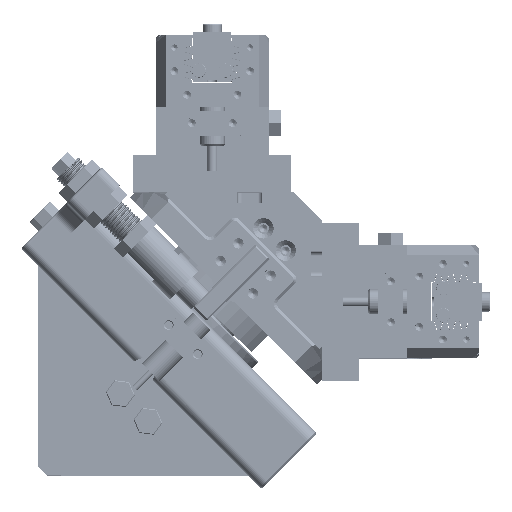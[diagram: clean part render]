
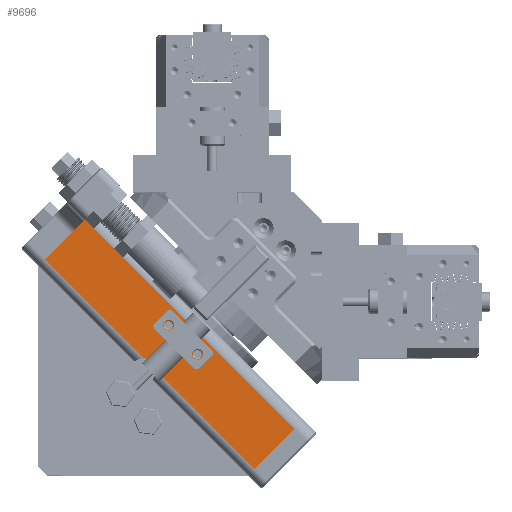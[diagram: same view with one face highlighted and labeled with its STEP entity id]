
A CAD part, top view. The second image highlights one B-rep face of the part: STEP entity #9696.
In plain terms, the highlighted planar face has unit normal (0, 0, 1).
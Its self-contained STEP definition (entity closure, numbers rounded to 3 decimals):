
#124 = ORIENTED_EDGE ( 'NONE', *, *, #3083, .T. ) ;
#957 = VERTEX_POINT ( 'NONE', #117159 ) ;
#3083 = EDGE_CURVE ( 'NONE', #4704, #42637, #47545, .T. ) ;
#3733 = DIRECTION ( 'NONE',  ( -0.707, 0.707, 0. ) ) ;
#4025 = PLANE ( 'NONE',  #102684 ) ;
#4704 = VERTEX_POINT ( 'NONE', #67151 ) ;
#8544 = ORIENTED_EDGE ( 'NONE', *, *, #120897, .T. ) ;
#9696 = ADVANCED_FACE ( 'NONE', ( #96441, #126255, #115368 ), #4025, .T. ) ;
#14541 = CARTESIAN_POINT ( 'NONE',  ( 4.614, 6.179, 137.098 ) ) ;
#15342 = EDGE_CURVE ( 'NONE', #40239, #957, #51783, .T. ) ;
#16066 = ORIENTED_EDGE ( 'NONE', *, *, #90860, .T. ) ;
#19726 = EDGE_CURVE ( 'NONE', #32085, #49763, #62074, .T. ) ;
#19780 = CARTESIAN_POINT ( 'NONE',  ( 4.614, 6.179, 137.098 ) ) ;
#23407 = CARTESIAN_POINT ( 'NONE',  ( 17.342, 18.907, 137.098 ) ) ;
#24059 = EDGE_CURVE ( 'NONE', #49763, #32085, #55235, .T. ) ;
#24466 = VERTEX_POINT ( 'NONE', #100615 ) ;
#25526 = DIRECTION ( 'NONE',  ( 0., 0., -1. ) ) ;
#28378 = ORIENTED_EDGE ( 'NONE', *, *, #75903, .T. ) ;
#31508 = EDGE_CURVE ( 'NONE', #24466, #115342, #39496, .T. ) ;
#31935 = CARTESIAN_POINT ( 'NONE',  ( 49.869, -20.691, 137.098 ) ) ;
#32085 = VERTEX_POINT ( 'NONE', #68835 ) ;
#32736 = CARTESIAN_POINT ( 'NONE',  ( -0.689, 7.24, 137.098 ) ) ;
#37004 = VECTOR ( 'NONE', #63656, 1000. ) ;
#37640 = LINE ( 'NONE', #68284, #64358 ) ;
#38940 = ORIENTED_EDGE ( 'NONE', *, *, #15342, .T. ) ;
#39496 = LINE ( 'NONE', #23407, #89665 ) ;
#40239 = VERTEX_POINT ( 'NONE', #52749 ) ;
#41775 = DIRECTION ( 'NONE',  ( 0., -1., 0. ) ) ;
#41834 = ORIENTED_EDGE ( 'NONE', *, *, #19726, .T. ) ;
#42637 = VERTEX_POINT ( 'NONE', #77125 ) ;
#43378 = DIRECTION ( 'NONE',  ( 0., 0., -1. ) ) ;
#46101 = DIRECTION ( 'NONE',  ( 0., 0., -1. ) ) ;
#46439 = AXIS2_PLACEMENT_3D ( 'NONE', #80762, #101803, #41775 ) ;
#47545 = CIRCLE ( 'NONE', #93025, 1.55 ) ;
#48625 = VECTOR ( 'NONE', #69752, 1000. ) ;
#49501 = ORIENTED_EDGE ( 'NONE', *, *, #31508, .T. ) ;
#49763 = VERTEX_POINT ( 'NONE', #101686 ) ;
#51409 = CARTESIAN_POINT ( 'NONE',  ( 1.432, 9.361, 137.098 ) ) ;
#51783 = LINE ( 'NONE', #19780, #48625 ) ;
#52743 = CIRCLE ( 'NONE', #96455, 4. ) ;
#52749 = CARTESIAN_POINT ( 'NONE',  ( 36.537, -25.744, 137.098 ) ) ;
#53557 = CIRCLE ( 'NONE', #46439, 1.55 ) ;
#54427 = CARTESIAN_POINT ( 'NONE',  ( 2.493, 4.058, 137.098 ) ) ;
#54471 = AXIS2_PLACEMENT_3D ( 'NONE', #103429, #43378, #63548 ) ;
#55235 = CIRCLE ( 'NONE', #55649, 1.55 ) ;
#55649 = AXIS2_PLACEMENT_3D ( 'NONE', #31935, #113019, #62207 ) ;
#58571 = EDGE_CURVE ( 'NONE', #112538, #105161, #73098, .T. ) ;
#62074 = CIRCLE ( 'NONE', #54471, 1.55 ) ;
#62207 = DIRECTION ( 'NONE',  ( 0., -1., 0. ) ) ;
#63054 = EDGE_CURVE ( 'NONE', #957, #24466, #37640, .T. ) ;
#63548 = DIRECTION ( 'NONE',  ( 0., -1., 0. ) ) ;
#63656 = DIRECTION ( 'NONE',  ( 0.707, -0.707, 0. ) ) ;
#64358 = VECTOR ( 'NONE', #66554, 1000. ) ;
#65631 = ORIENTED_EDGE ( 'NONE', *, *, #63054, .T. ) ;
#65816 = CARTESIAN_POINT ( 'NONE',  ( 32.545, -25.994, 137.098 ) ) ;
#66298 = CARTESIAN_POINT ( 'NONE',  ( 40.677, -11.499, 137.098 ) ) ;
#66554 = DIRECTION ( 'NONE',  ( 0.707, 0.707, 0. ) ) ;
#67151 = CARTESIAN_POINT ( 'NONE',  ( 42.227, -11.499, 137.098 ) ) ;
#68284 = CARTESIAN_POINT ( 'NONE',  ( 65.779, -59.228, 137.098 ) ) ;
#68835 = CARTESIAN_POINT ( 'NONE',  ( 48.319, -20.691, 137.098 ) ) ;
#69752 = DIRECTION ( 'NONE',  ( 0.707, -0.707, 0. ) ) ;
#71748 = DIRECTION ( 'NONE',  ( -0.707, -0.707, 0. ) ) ;
#73098 = LINE ( 'NONE', #14541, #37004 ) ;
#75903 = EDGE_CURVE ( 'NONE', #42637, #4704, #53557, .T. ) ;
#77125 = CARTESIAN_POINT ( 'NONE',  ( 39.127, -11.499, 137.098 ) ) ;
#78342 = EDGE_LOOP ( 'NONE', ( #49501, #16066, #124912, #8544, #38940, #65631 ) ) ;
#80762 = CARTESIAN_POINT ( 'NONE',  ( 40.677, -11.499, 137.098 ) ) ;
#84258 = VECTOR ( 'NONE', #71748, 1000. ) ;
#89665 = VECTOR ( 'NONE', #3733, 1000. ) ;
#90860 = EDGE_CURVE ( 'NONE', #115342, #112538, #110914, .T. ) ;
#93025 = AXIS2_PLACEMENT_3D ( 'NONE', #66298, #25526, #105765 ) ;
#96441 = FACE_BOUND ( 'NONE', #115878, .T. ) ;
#96455 = AXIS2_PLACEMENT_3D ( 'NONE', #65816, #46101, #115792 ) ;
#100615 = CARTESIAN_POINT ( 'NONE',  ( 80.628, -44.379, 137.098 ) ) ;
#101686 = CARTESIAN_POINT ( 'NONE',  ( 51.419, -20.691, 137.098 ) ) ;
#101803 = DIRECTION ( 'NONE',  ( 0., 0., -1. ) ) ;
#102684 = AXIS2_PLACEMENT_3D ( 'NONE', #54427, #104356, #104779 ) ;
#103429 = CARTESIAN_POINT ( 'NONE',  ( 49.869, -20.691, 137.098 ) ) ;
#104356 = DIRECTION ( 'NONE',  ( 0., 0., 1. ) ) ;
#104779 = DIRECTION ( 'NONE',  ( 0.707, -0.707, 0. ) ) ;
#105161 = VERTEX_POINT ( 'NONE', #110235 ) ;
#105765 = DIRECTION ( 'NONE',  ( 0., -1., 0. ) ) ;
#106245 = ORIENTED_EDGE ( 'NONE', *, *, #24059, .T. ) ;
#108645 = CARTESIAN_POINT ( 'NONE',  ( 14.16, 22.089, 137.098 ) ) ;
#110235 = CARTESIAN_POINT ( 'NONE',  ( 32.796, -22.002, 137.098 ) ) ;
#110914 = LINE ( 'NONE', #32736, #84258 ) ;
#112538 = VERTEX_POINT ( 'NONE', #51409 ) ;
#113019 = DIRECTION ( 'NONE',  ( 0., 0., -1. ) ) ;
#115342 = VERTEX_POINT ( 'NONE', #108645 ) ;
#115368 = FACE_OUTER_BOUND ( 'NONE', #78342, .T. ) ;
#115792 = DIRECTION ( 'NONE',  ( -0.707, -0.707, 0. ) ) ;
#115878 = EDGE_LOOP ( 'NONE', ( #106245, #41834 ) ) ;
#116218 = EDGE_LOOP ( 'NONE', ( #124, #28378 ) ) ;
#117159 = CARTESIAN_POINT ( 'NONE',  ( 67.9, -57.107, 137.098 ) ) ;
#120897 = EDGE_CURVE ( 'NONE', #105161, #40239, #52743, .T. ) ;
#124912 = ORIENTED_EDGE ( 'NONE', *, *, #58571, .T. ) ;
#126255 = FACE_BOUND ( 'NONE', #116218, .T. ) ;
